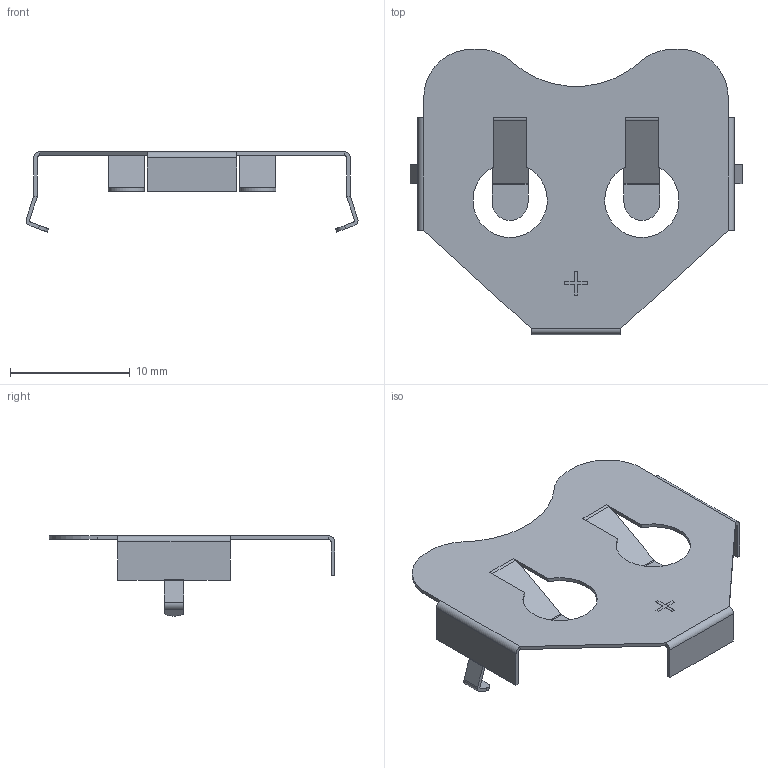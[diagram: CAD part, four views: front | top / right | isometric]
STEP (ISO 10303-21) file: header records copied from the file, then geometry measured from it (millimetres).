
FILE_DESCRIPTION(/* description */ ('Unknown'),/* implementation_level */ '2;1');
FILE_NAME(/* name */ 'A_Wurth_WA-BCMC_79573231',/* time_stamp */ '2026-01-07T14:54:39+08:00',/* author */ ('Unknown'),/* organization */ ('Unknown'),/* preprocessor_version */ 'ST-DEVELOPER v19.4',/* originating_system */ 'Solid Edge',/* authorisation */ 'Unknown');
FILE_SCHEMA (('AUTOMOTIVE_DESIGN {1 0 10303 214 3 1 1}'));
Length unit declared in the file: millimetre
Products named in the file (2): A_Wurth_WA-BCMC_79573231
Assembly tree (1 placements, depth 2):
  A_Wurth_WA-BCMC_79573231
    A_Wurth_WA-BCMC_79573231
Bounding box: 27.7 x 23.8 x 6.7 mm (x, y, z)
Volume: 169 mm3; surface area: 1189.5 mm2
Topology: 1 solids, 1 shells, 107 faces, 292 edges, 188 vertices
Faces by surface type: plane 74, cylinder 33
Entity records: 3385 total; most frequent: CARTESIAN_POINT 613, ORIENTED_EDGE 584, DIRECTION 552, EDGE_CURVE 292, LINE 202, VECTOR 202, VERTEX_POINT 188, AXIS2_PLACEMENT_3D 175
